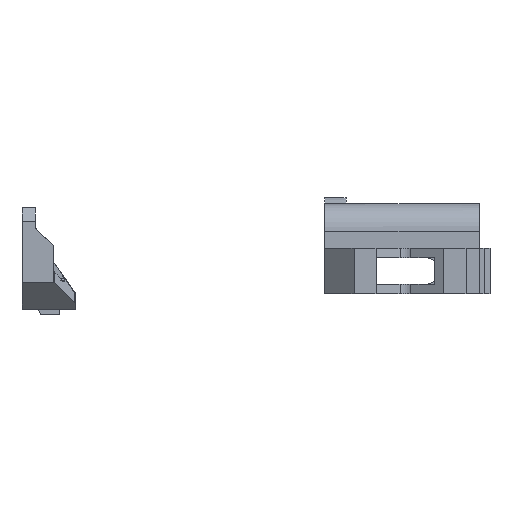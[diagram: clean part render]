
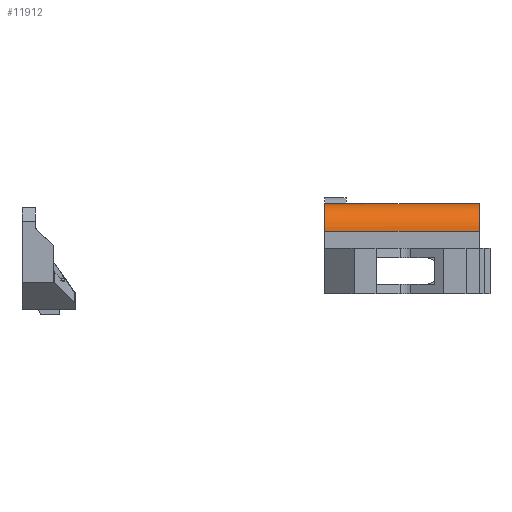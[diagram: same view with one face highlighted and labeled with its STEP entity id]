
A CAD part, left-side view. The second image highlights one B-rep face of the part: STEP entity #11912.
In plain terms, the highlighted cylindrical face has radius 10.25 mm (diameter 20.5 mm), a partial arc.
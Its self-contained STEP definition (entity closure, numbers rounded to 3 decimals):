
#91 = DIRECTION ( 'NONE',  ( 0., 0., -1. ) ) ;
#228 = DIRECTION ( 'NONE',  ( 0., -1., 0. ) ) ;
#262 = CIRCLE ( 'NONE', #10866, 10.25 ) ;
#553 = LINE ( 'NONE', #2836, #11394 ) ;
#733 = ORIENTED_EDGE ( 'NONE', *, *, #7425, .T. ) ;
#783 = LINE ( 'NONE', #1699, #11612 ) ;
#972 = ORIENTED_EDGE ( 'NONE', *, *, #9658, .T. ) ;
#1052 = DIRECTION ( 'NONE',  ( 0., 0., -1. ) ) ;
#1691 = CYLINDRICAL_SURFACE ( 'NONE', #7633, 10.25 ) ;
#1699 = CARTESIAN_POINT ( 'NONE',  ( -175.801, 256.468, 37.463 ) ) ;
#1705 = DIRECTION ( 'NONE',  ( 0., 1., 0. ) ) ;
#2054 = ORIENTED_EDGE ( 'NONE', *, *, #9821, .T. ) ;
#2836 = CARTESIAN_POINT ( 'NONE',  ( -175.098, 256.468, 36.878 ) ) ;
#3299 = CARTESIAN_POINT ( 'NONE',  ( -192.25, 256.468, 29.3 ) ) ;
#3750 = VECTOR ( 'NONE', #228, 1000. ) ;
#4117 = VERTEX_POINT ( 'NONE', #6961 ) ;
#4241 = CARTESIAN_POINT ( 'NONE',  ( -175.098, 255.968, 36.878 ) ) ;
#4386 = CARTESIAN_POINT ( 'NONE',  ( -192.25, 256.468, 29.3 ) ) ;
#5300 = CIRCLE ( 'NONE', #9313, 10.25 ) ;
#5367 = CARTESIAN_POINT ( 'NONE',  ( -182., 256.468, 29.3 ) ) ;
#5447 = CARTESIAN_POINT ( 'NONE',  ( -175.098, 256.468, 36.878 ) ) ;
#5727 = EDGE_CURVE ( 'NONE', #9403, #4117, #12792, .T. ) ;
#6235 = DIRECTION ( 'NONE',  ( 0., 1., 0. ) ) ;
#6961 = CARTESIAN_POINT ( 'NONE',  ( -192.25, 198.468, 29.3 ) ) ;
#7061 = DIRECTION ( 'NONE',  ( 0., 1., 0. ) ) ;
#7416 = DIRECTION ( 'NONE',  ( 0., 1., 0. ) ) ;
#7425 = EDGE_CURVE ( 'NONE', #10739, #12673, #783, .T. ) ;
#7576 = FACE_OUTER_BOUND ( 'NONE', #12561, .T. ) ;
#7633 = AXIS2_PLACEMENT_3D ( 'NONE', #9536, #11521, #10605 ) ;
#8162 = EDGE_CURVE ( 'NONE', #9403, #10452, #262, .T. ) ;
#8698 = VERTEX_POINT ( 'NONE', #4241 ) ;
#8944 = EDGE_CURVE ( 'NONE', #10739, #4117, #13381, .T. ) ;
#9299 = CARTESIAN_POINT ( 'NONE',  ( -175.801, 198.468, 37.463 ) ) ;
#9313 = AXIS2_PLACEMENT_3D ( 'NONE', #12763, #7416, #1052 ) ;
#9403 = VERTEX_POINT ( 'NONE', #3299 ) ;
#9407 = ORIENTED_EDGE ( 'NONE', *, *, #5727, .T. ) ;
#9476 = CARTESIAN_POINT ( 'NONE',  ( -175.801, 255.968, 37.463 ) ) ;
#9536 = CARTESIAN_POINT ( 'NONE',  ( -182., 256.468, 29.3 ) ) ;
#9658 = EDGE_CURVE ( 'NONE', #8698, #10452, #553, .T. ) ;
#9821 = EDGE_CURVE ( 'NONE', #12673, #8698, #5300, .T. ) ;
#9886 = CARTESIAN_POINT ( 'NONE',  ( -182., 198.468, 29.3 ) ) ;
#9934 = DIRECTION ( 'NONE',  ( 0., 0., -1. ) ) ;
#10126 = ORIENTED_EDGE ( 'NONE', *, *, #8944, .F. ) ;
#10452 = VERTEX_POINT ( 'NONE', #5447 ) ;
#10605 = DIRECTION ( 'NONE',  ( 0., 0., -1. ) ) ;
#10739 = VERTEX_POINT ( 'NONE', #9299 ) ;
#10866 = AXIS2_PLACEMENT_3D ( 'NONE', #5367, #6235, #91 ) ;
#11394 = VECTOR ( 'NONE', #1705, 1000. ) ;
#11521 = DIRECTION ( 'NONE',  ( 0., 1., 0. ) ) ;
#11612 = VECTOR ( 'NONE', #7061, 1000. ) ;
#11912 = ADVANCED_FACE ( 'NONE', ( #7576 ), #1691, .T. ) ;
#12098 = DIRECTION ( 'NONE',  ( 0., -1., 0. ) ) ;
#12464 = AXIS2_PLACEMENT_3D ( 'NONE', #9886, #12098, #9934 ) ;
#12561 = EDGE_LOOP ( 'NONE', ( #10126, #733, #2054, #972, #12636, #9407 ) ) ;
#12636 = ORIENTED_EDGE ( 'NONE', *, *, #8162, .F. ) ;
#12673 = VERTEX_POINT ( 'NONE', #9476 ) ;
#12763 = CARTESIAN_POINT ( 'NONE',  ( -182., 255.968, 29.3 ) ) ;
#12792 = LINE ( 'NONE', #4386, #3750 ) ;
#13381 = CIRCLE ( 'NONE', #12464, 10.25 ) ;
